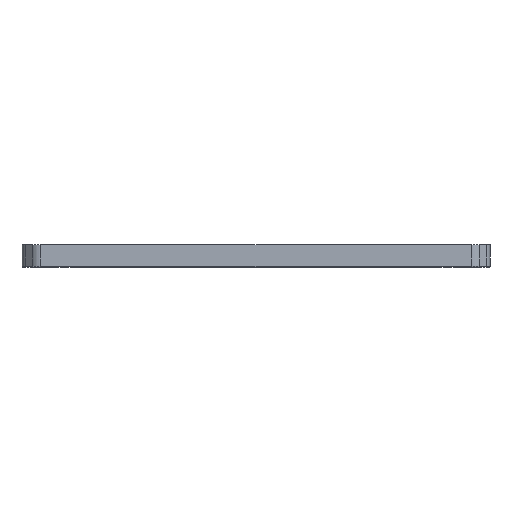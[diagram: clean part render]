
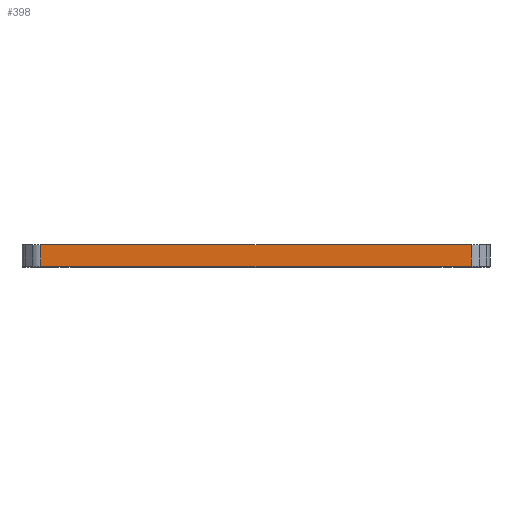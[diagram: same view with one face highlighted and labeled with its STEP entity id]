
A CAD part, top view. The second image highlights one B-rep face of the part: STEP entity #398.
In plain terms, the highlighted planar face has unit normal (0, 0, 1).
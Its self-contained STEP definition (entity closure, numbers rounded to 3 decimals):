
#98 = DIRECTION ( 'NONE',  ( 0., 1., 0. ) ) ;
#99 = CARTESIAN_POINT ( 'NONE',  ( -59.828, -6., 65. ) ) ;
#101 = VERTEX_POINT ( 'NONE', #606 ) ;
#306 = LINE ( 'NONE', #723, #1835 ) ;
#398 = ADVANCED_FACE ( 'NONE', ( #1708 ), #1947, .T. ) ;
#443 = DIRECTION ( 'NONE',  ( 1., 0., 0. ) ) ;
#447 = EDGE_CURVE ( 'NONE', #524, #1560, #835, .T. ) ;
#524 = VERTEX_POINT ( 'NONE', #603 ) ;
#541 = ORIENTED_EDGE ( 'NONE', *, *, #1340, .T. ) ;
#603 = CARTESIAN_POINT ( 'NONE',  ( 59.828, -6., 65. ) ) ;
#606 = CARTESIAN_POINT ( 'NONE',  ( -59.828, 0., 65. ) ) ;
#723 = CARTESIAN_POINT ( 'NONE',  ( -61.071, -6., 65. ) ) ;
#788 = LINE ( 'NONE', #1904, #1147 ) ;
#835 = LINE ( 'NONE', #1487, #1951 ) ;
#849 = EDGE_CURVE ( 'NONE', #101, #1560, #788, .T. ) ;
#856 = CARTESIAN_POINT ( 'NONE',  ( -61.071, -6., 65. ) ) ;
#991 = VERTEX_POINT ( 'NONE', #1699 ) ;
#1147 = VECTOR ( 'NONE', #1895, 1000. ) ;
#1156 = AXIS2_PLACEMENT_3D ( 'NONE', #856, #1499, #1808 ) ;
#1184 = EDGE_LOOP ( 'NONE', ( #1649, #1606, #541, #1404 ) ) ;
#1228 = LINE ( 'NONE', #99, #1548 ) ;
#1340 = EDGE_CURVE ( 'NONE', #991, #524, #306, .T. ) ;
#1404 = ORIENTED_EDGE ( 'NONE', *, *, #447, .T. ) ;
#1432 = EDGE_CURVE ( 'NONE', #101, #991, #1228, .T. ) ;
#1487 = CARTESIAN_POINT ( 'NONE',  ( 59.828, -6., 65. ) ) ;
#1499 = DIRECTION ( 'NONE',  ( 0., 0., 1. ) ) ;
#1548 = VECTOR ( 'NONE', #1979, 1000. ) ;
#1560 = VERTEX_POINT ( 'NONE', #1574 ) ;
#1574 = CARTESIAN_POINT ( 'NONE',  ( 59.828, 0., 65. ) ) ;
#1606 = ORIENTED_EDGE ( 'NONE', *, *, #1432, .T. ) ;
#1649 = ORIENTED_EDGE ( 'NONE', *, *, #849, .F. ) ;
#1699 = CARTESIAN_POINT ( 'NONE',  ( -59.828, -6., 65. ) ) ;
#1708 = FACE_OUTER_BOUND ( 'NONE', #1184, .T. ) ;
#1808 = DIRECTION ( 'NONE',  ( 1., 0., 0. ) ) ;
#1835 = VECTOR ( 'NONE', #443, 1000. ) ;
#1895 = DIRECTION ( 'NONE',  ( 1., 0., 0. ) ) ;
#1904 = CARTESIAN_POINT ( 'NONE',  ( -61.071, 0., 65. ) ) ;
#1947 = PLANE ( 'NONE',  #1156 ) ;
#1951 = VECTOR ( 'NONE', #98, 1000. ) ;
#1979 = DIRECTION ( 'NONE',  ( 0., -1., 0. ) ) ;
